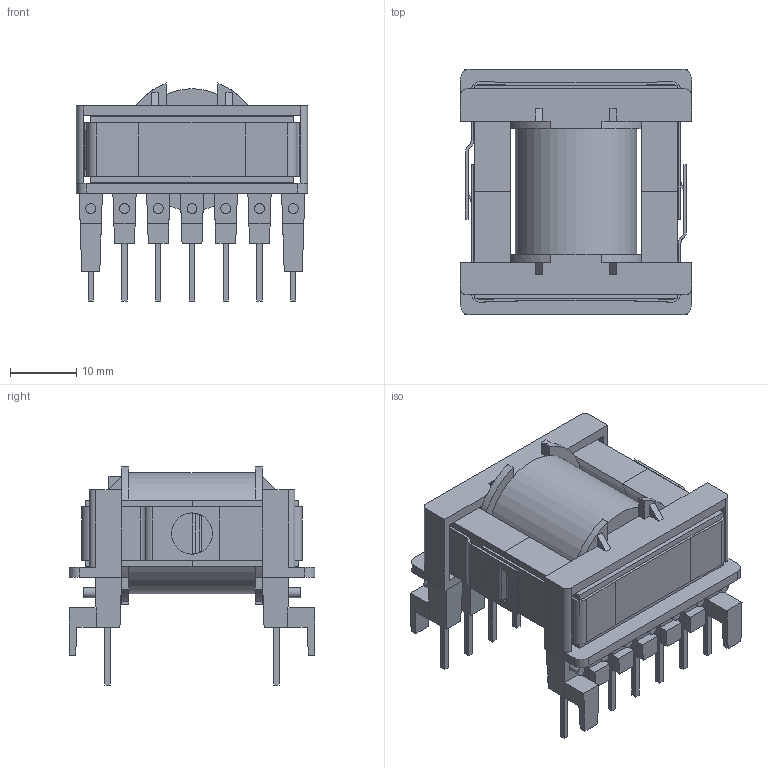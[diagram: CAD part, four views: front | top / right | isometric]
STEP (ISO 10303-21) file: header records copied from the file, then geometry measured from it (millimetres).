
FILE_DESCRIPTION( ( 'Unknown' ), '1' );
FILE_NAME( '749197121.stp', 'Unknown', ( 'Unknown' ), ( 'Unknown' ), 'XStep 1.0', 'Unknown', ' ' );
FILE_SCHEMA( ( 'automotive_design' ) );
Length unit declared in the file: millimetre
Products named in the file (4): Assem1; Bobbin_ETD 29; core_ETD 29; clip_ETD 29
Bounding box: 34.8 x 37 x 32.82 mm (x, y, z)
Volume: 25215.2 mm3; surface area: 24678 mm2
Topology: 8 solids, 8 shells, 836 faces, 2121 edges, 1337 vertices
Faces by surface type: plane 566, bspline 148, cylinder 122
Full cylindrical faces by diameter (mm): 1.5 x28, 6.2 x3, 9.8 x3, 10.2 x2, 18.305 x2
Entity records: 15220 total; most frequent: CARTESIAN_POINT 3624, ORIENTED_EDGE 1908, DIRECTION 1619, EDGE_CURVE 954, LINE 735, VECTOR 735, VERTEX_POINT 607, AXIS2_PLACEMENT_3D 442
